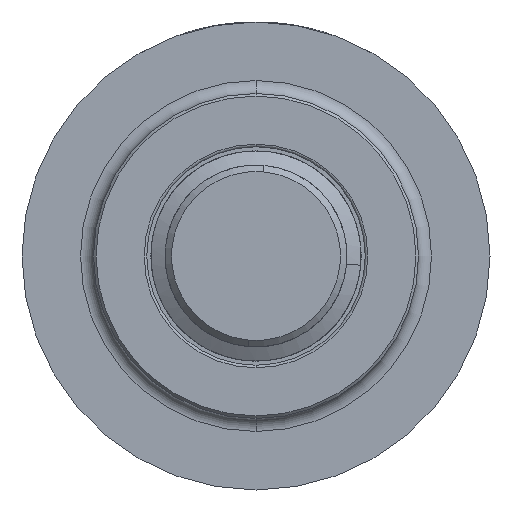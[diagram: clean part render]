
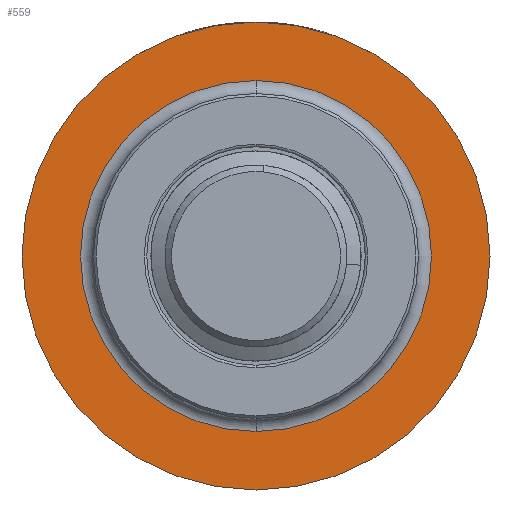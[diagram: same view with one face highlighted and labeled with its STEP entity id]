
A CAD part, front view. The second image highlights one B-rep face of the part: STEP entity #559.
In plain terms, the highlighted planar face has unit normal (0, -1, 0).
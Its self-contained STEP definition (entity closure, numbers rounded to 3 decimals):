
#21 = FACE_BOUND ( 'NONE', #4803, .T. ) ;
#551 = ORIENTED_EDGE ( 'NONE', *, *, #3833, .T. ) ;
#559 = ADVANCED_FACE ( 'NONE', ( #1690, #21 ), #4938, .T. ) ;
#579 = CARTESIAN_POINT ( 'NONE',  ( 0., 4.42, 13.5 ) ) ;
#813 = CARTESIAN_POINT ( 'NONE',  ( 0., 4.42, 0. ) ) ;
#1165 = CIRCLE ( 'NONE', #3286, 13.5 ) ;
#1168 = CARTESIAN_POINT ( 'NONE',  ( 13.5, 4.42, 0. ) ) ;
#1308 = AXIS2_PLACEMENT_3D ( 'NONE', #1168, #6202, #7444 ) ;
#1578 = EDGE_CURVE ( 'NONE', #3222, #2136, #2956, .T. ) ;
#1690 = FACE_OUTER_BOUND ( 'NONE', #4042, .T. ) ;
#1774 = CARTESIAN_POINT ( 'NONE',  ( 0., 4.42, 0. ) ) ;
#2136 = VERTEX_POINT ( 'NONE', #3174 ) ;
#2158 = CARTESIAN_POINT ( 'NONE',  ( 0., 4.42, 0. ) ) ;
#2479 = CARTESIAN_POINT ( 'NONE',  ( 0., 4.42, -18. ) ) ;
#2956 = CIRCLE ( 'NONE', #5323, 18. ) ;
#3038 = CIRCLE ( 'NONE', #4854, 18. ) ;
#3044 = VERTEX_POINT ( 'NONE', #7404 ) ;
#3174 = CARTESIAN_POINT ( 'NONE',  ( 0., 4.42, 18. ) ) ;
#3183 = ORIENTED_EDGE ( 'NONE', *, *, #1578, .T. ) ;
#3222 = VERTEX_POINT ( 'NONE', #2479 ) ;
#3286 = AXIS2_PLACEMENT_3D ( 'NONE', #7963, #4183, #6055 ) ;
#3833 = EDGE_CURVE ( 'NONE', #2136, #3222, #3038, .T. ) ;
#3959 = DIRECTION ( 'NONE',  ( 0., 0., -1. ) ) ;
#4042 = EDGE_LOOP ( 'NONE', ( #3183, #551 ) ) ;
#4183 = DIRECTION ( 'NONE',  ( 0., -1., 0. ) ) ;
#4803 = EDGE_LOOP ( 'NONE', ( #6537, #4993 ) ) ;
#4854 = AXIS2_PLACEMENT_3D ( 'NONE', #1774, #6145, #5427 ) ;
#4938 = PLANE ( 'NONE',  #1308 ) ;
#4993 = ORIENTED_EDGE ( 'NONE', *, *, #7864, .F. ) ;
#5201 = DIRECTION ( 'NONE',  ( 0., -1., 0. ) ) ;
#5230 = AXIS2_PLACEMENT_3D ( 'NONE', #813, #5201, #3959 ) ;
#5323 = AXIS2_PLACEMENT_3D ( 'NONE', #2158, #5336, #6551 ) ;
#5336 = DIRECTION ( 'NONE',  ( 0., -1., 0. ) ) ;
#5382 = VERTEX_POINT ( 'NONE', #579 ) ;
#5427 = DIRECTION ( 'NONE',  ( 0., 0., -1. ) ) ;
#6055 = DIRECTION ( 'NONE',  ( 0., 0., -1. ) ) ;
#6145 = DIRECTION ( 'NONE',  ( 0., -1., 0. ) ) ;
#6150 = CIRCLE ( 'NONE', #5230, 13.5 ) ;
#6202 = DIRECTION ( 'NONE',  ( 0., -1., 0. ) ) ;
#6537 = ORIENTED_EDGE ( 'NONE', *, *, #6829, .F. ) ;
#6551 = DIRECTION ( 'NONE',  ( 0., 0., -1. ) ) ;
#6829 = EDGE_CURVE ( 'NONE', #3044, #5382, #1165, .T. ) ;
#7404 = CARTESIAN_POINT ( 'NONE',  ( 0., 4.42, -13.5 ) ) ;
#7444 = DIRECTION ( 'NONE',  ( 0., 0., -1. ) ) ;
#7864 = EDGE_CURVE ( 'NONE', #5382, #3044, #6150, .T. ) ;
#7963 = CARTESIAN_POINT ( 'NONE',  ( 0., 4.42, 0. ) ) ;
